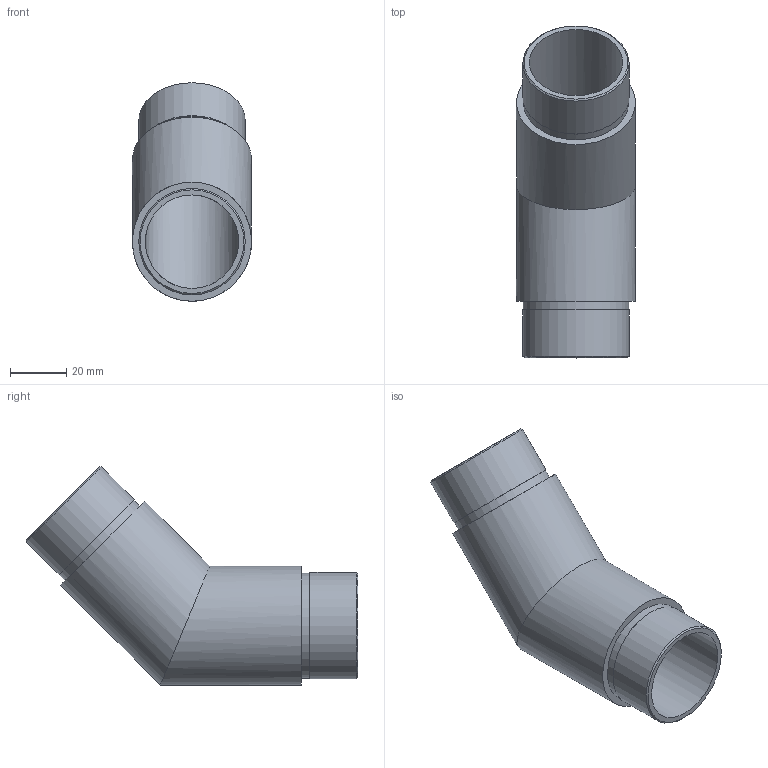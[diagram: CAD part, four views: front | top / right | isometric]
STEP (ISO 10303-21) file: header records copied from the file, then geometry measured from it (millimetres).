
FILE_DESCRIPTION (( 'STEP AP203' ), '1' );
FILE_NAME ('56150-320-25.step', '2020-02-27T10:32:13', ( '' ), ( '' ), 'SwSTEP 2.0', 'SolidWorks 2015', '' );
FILE_SCHEMA (( 'CONFIG_CONTROL_DESIGN' ));
Length unit declared in the file: millimetre
Products named in the file (2): 56150-320-25
Bounding box: 42.2 x 117.55 x 77.39 mm (x, y, z)
Volume: 54470.1 mm3; surface area: 29522.2 mm2
Topology: 1 solids, 1 shells, 271 faces, 716 edges, 477 vertices
Faces by surface type: bspline 125, plane 110, cylinder 34, cone 2
Full cylindrical faces by diameter (mm): 33.1 x2, 37.3 x2, 37.7 x2, 42.2 x2
Entity records: 13669 total; most frequent: CARTESIAN_POINT 7698, ORIENTED_EDGE 1406, DIRECTION 825, EDGE_CURVE 703, VERTEX_POINT 474, EDGE_LOOP 313, VECTOR 313, LINE 313
